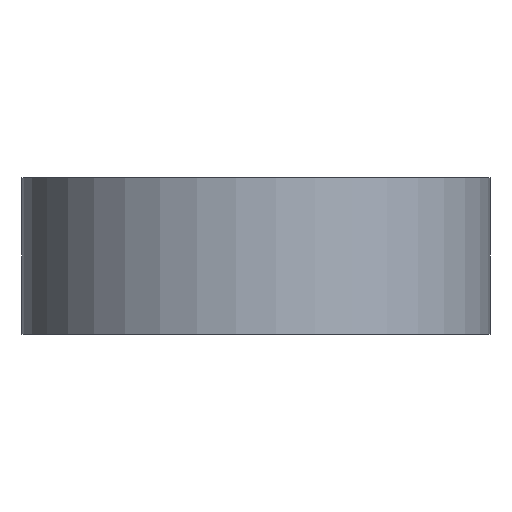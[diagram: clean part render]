
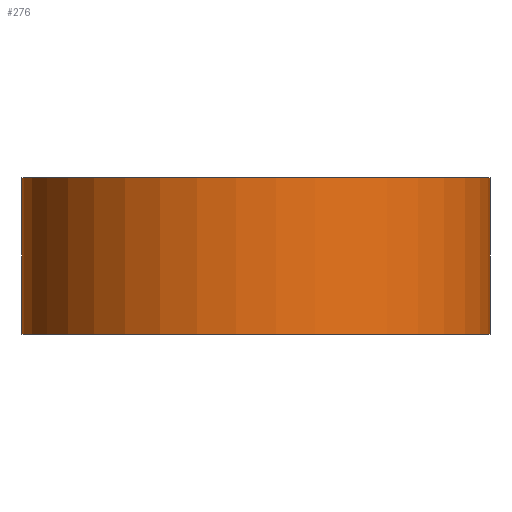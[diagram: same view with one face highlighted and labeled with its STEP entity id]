
A CAD part, front view. The second image highlights one B-rep face of the part: STEP entity #276.
In plain terms, the highlighted cylindrical face has radius 45 mm (diameter 90 mm), a partial arc.
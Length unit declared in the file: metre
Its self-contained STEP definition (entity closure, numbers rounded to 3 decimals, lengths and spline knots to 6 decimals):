
#12=CYLINDRICAL_SURFACE('',#316,0.045);
#22=CIRCLE('',#306,0.045);
#27=CIRCLE('',#312,0.045);
#63=ORIENTED_EDGE('',*,*,#129,.T.);
#64=ORIENTED_EDGE('',*,*,#133,.F.);
#65=ORIENTED_EDGE('',*,*,#116,.F.);
#66=ORIENTED_EDGE('',*,*,#134,.T.);
#116=EDGE_CURVE('',#154,#155,#22,.T.);
#129=EDGE_CURVE('',#165,#167,#27,.T.);
#133=EDGE_CURVE('',#155,#167,#186,.T.);
#134=EDGE_CURVE('',#154,#165,#187,.T.);
#154=VERTEX_POINT('',#435);
#155=VERTEX_POINT('',#437);
#165=VERTEX_POINT('',#458);
#167=VERTEX_POINT('',#462);
#186=LINE('',#470,#212);
#187=LINE('',#472,#213);
#212=VECTOR('',#377,1.);
#213=VECTOR('',#380,1.);
#229=EDGE_LOOP('',(#63,#64,#65,#66));
#249=FACE_BOUND('',#229,.T.);
#276=ADVANCED_FACE('',(#249),#12,.T.);
#306=AXIS2_PLACEMENT_3D('',#436,#347,#348);
#312=AXIS2_PLACEMENT_3D('',#463,#367,#368);
#316=AXIS2_PLACEMENT_3D('',#471,#378,#379);
#347=DIRECTION('',(0.,0.,-1.));
#348=DIRECTION('',(0.333,-0.943,0.));
#367=DIRECTION('',(0.,0.,-1.));
#368=DIRECTION('',(0.333,-0.943,0.));
#377=DIRECTION('',(0.,0.,1.));
#378=DIRECTION('',(0.,0.,1.));
#379=DIRECTION('',(0.333,-0.943,0.));
#380=DIRECTION('',(0.,0.,1.));
#435=CARTESIAN_POINT('',(0.015,-0.08,0.));
#436=CARTESIAN_POINT('',(0.,-0.122426,0.));
#437=CARTESIAN_POINT('',(-0.015,-0.08,0.));
#458=CARTESIAN_POINT('',(0.015,-0.08,0.03));
#462=CARTESIAN_POINT('',(-0.015,-0.08,0.03));
#463=CARTESIAN_POINT('',(0.,-0.122426,0.03));
#470=CARTESIAN_POINT('',(-0.015,-0.08,0.));
#471=CARTESIAN_POINT('',(0.,-0.122426,0.));
#472=CARTESIAN_POINT('',(0.015,-0.08,0.));
